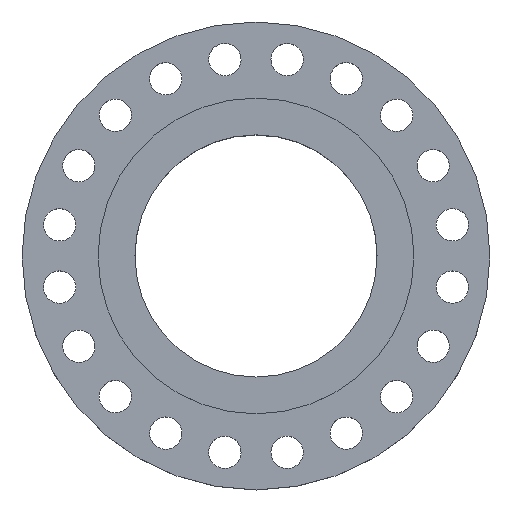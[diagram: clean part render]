
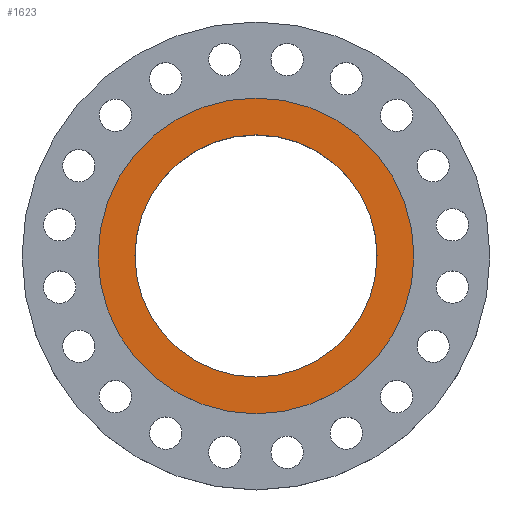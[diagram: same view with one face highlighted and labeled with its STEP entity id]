
A CAD part, top view. The second image highlights one B-rep face of the part: STEP entity #1623.
In plain terms, the highlighted planar face has unit normal (0, 0, 1).
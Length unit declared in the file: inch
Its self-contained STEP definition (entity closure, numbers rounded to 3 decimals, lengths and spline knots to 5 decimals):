
#40 = VERTEX_POINT ( 'NONE', #1555 ) ;
#112 = PLANE ( 'NONE',  #1307 ) ;
#169 = CARTESIAN_POINT ( 'NONE',  ( 0., 0., 0.25 ) ) ;
#172 = CARTESIAN_POINT ( 'NONE',  ( 6.75, 0., 0.25 ) ) ;
#198 = EDGE_CURVE ( 'NONE', #1545, #618, #1470, .T. ) ;
#212 = AXIS2_PLACEMENT_3D ( 'NONE', #169, #1690, #1378 ) ;
#268 = FACE_BOUND ( 'NONE', #1023, .T. ) ;
#300 = ORIENTED_EDGE ( 'NONE', *, *, #1132, .F. ) ;
#361 = CARTESIAN_POINT ( 'NONE',  ( 0., 0., 0.25 ) ) ;
#481 = DIRECTION ( 'NONE',  ( 0., 0., 1. ) ) ;
#538 = AXIS2_PLACEMENT_3D ( 'NONE', #855, #1184, #1636 ) ;
#573 = CIRCLE ( 'NONE', #1288, 6.75 ) ;
#618 = VERTEX_POINT ( 'NONE', #172 ) ;
#637 = CARTESIAN_POINT ( 'NONE',  ( 0., 0., 0.25 ) ) ;
#652 = VERTEX_POINT ( 'NONE', #769 ) ;
#769 = CARTESIAN_POINT ( 'NONE',  ( 5.175, 0., 0.25 ) ) ;
#855 = CARTESIAN_POINT ( 'NONE',  ( 0., 0., 0.25 ) ) ;
#903 = ORIENTED_EDGE ( 'NONE', *, *, #1136, .T. ) ;
#929 = ORIENTED_EDGE ( 'NONE', *, *, #198, .T. ) ;
#1023 = EDGE_LOOP ( 'NONE', ( #1723, #300 ) ) ;
#1030 = CIRCLE ( 'NONE', #212, 5.175 ) ;
#1132 = EDGE_CURVE ( 'NONE', #652, #40, #1030, .T. ) ;
#1136 = EDGE_CURVE ( 'NONE', #618, #1545, #573, .T. ) ;
#1184 = DIRECTION ( 'NONE',  ( 0., 0., 1. ) ) ;
#1288 = AXIS2_PLACEMENT_3D ( 'NONE', #637, #481, #1722 ) ;
#1307 = AXIS2_PLACEMENT_3D ( 'NONE', #1791, #1486, #1782 ) ;
#1321 = EDGE_CURVE ( 'NONE', #40, #652, #1478, .T. ) ;
#1378 = DIRECTION ( 'NONE',  ( 1., 0., 0. ) ) ;
#1470 = CIRCLE ( 'NONE', #1701, 6.75 ) ;
#1478 = CIRCLE ( 'NONE', #538, 5.175 ) ;
#1486 = DIRECTION ( 'NONE',  ( 0., 0., 1. ) ) ;
#1545 = VERTEX_POINT ( 'NONE', #1600 ) ;
#1555 = CARTESIAN_POINT ( 'NONE',  ( -5.175, 0., 0.25 ) ) ;
#1600 = CARTESIAN_POINT ( 'NONE',  ( -6.75, 0., 0.25 ) ) ;
#1612 = DIRECTION ( 'NONE',  ( 0., 0., 1. ) ) ;
#1623 = ADVANCED_FACE ( 'NONE', ( #268, #1630 ), #112, .T. ) ;
#1630 = FACE_OUTER_BOUND ( 'NONE', #1812, .T. ) ;
#1636 = DIRECTION ( 'NONE',  ( 1., 0., 0. ) ) ;
#1690 = DIRECTION ( 'NONE',  ( 0., 0., 1. ) ) ;
#1701 = AXIS2_PLACEMENT_3D ( 'NONE', #361, #1612, #1749 ) ;
#1722 = DIRECTION ( 'NONE',  ( 1., 0., 0. ) ) ;
#1723 = ORIENTED_EDGE ( 'NONE', *, *, #1321, .F. ) ;
#1749 = DIRECTION ( 'NONE',  ( 1., 0., 0. ) ) ;
#1782 = DIRECTION ( 'NONE',  ( 1., 0., 0. ) ) ;
#1791 = CARTESIAN_POINT ( 'NONE',  ( 0., 0., 0.25 ) ) ;
#1812 = EDGE_LOOP ( 'NONE', ( #929, #903 ) ) ;
